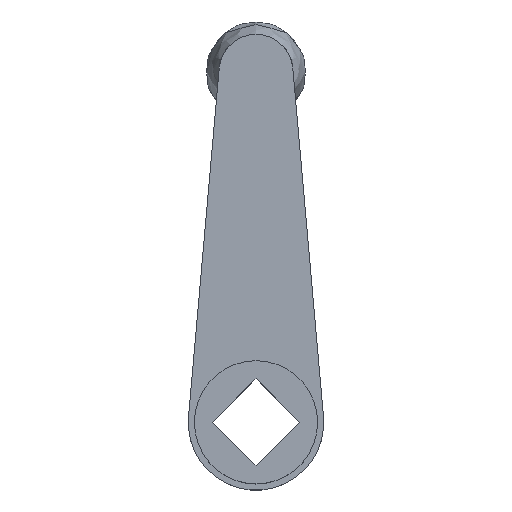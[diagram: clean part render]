
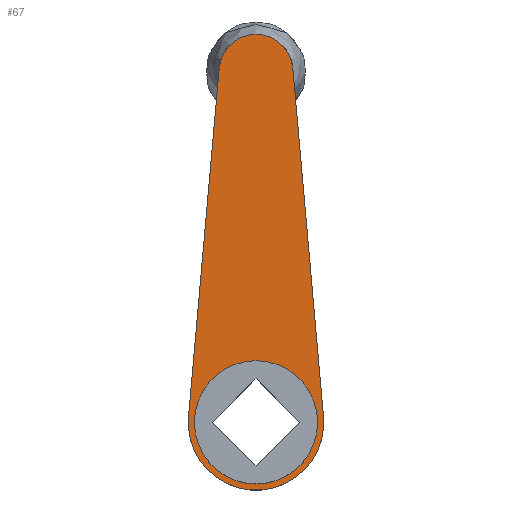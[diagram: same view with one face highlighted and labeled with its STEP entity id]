
A CAD part, top view. The second image highlights one B-rep face of the part: STEP entity #67.
In plain terms, the highlighted planar face has unit normal (0, 0, 1).
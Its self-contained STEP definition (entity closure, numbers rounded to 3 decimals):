
#67 = ADVANCED_FACE( '', ( #138, #139 ), #140, .T. );
#138 = FACE_BOUND( '', #240, .T. );
#139 = FACE_OUTER_BOUND( '', #241, .T. );
#140 = PLANE( '', #242 );
#240 = EDGE_LOOP( '', ( #349 ) );
#241 = EDGE_LOOP( '', ( #350, #351, #352, #353 ) );
#242 = AXIS2_PLACEMENT_3D( '', #354, #355, #356 );
#349 = ORIENTED_EDGE( '', *, *, #414, .F. );
#350 = ORIENTED_EDGE( '', *, *, #424, .T. );
#351 = ORIENTED_EDGE( '', *, *, #397, .T. );
#352 = ORIENTED_EDGE( '', *, *, #401, .T. );
#353 = ORIENTED_EDGE( '', *, *, #388, .T. );
#354 = CARTESIAN_POINT( '', ( 0., 0., -16.01 ) );
#355 = DIRECTION( '', ( 0., 0., 1. ) );
#356 = DIRECTION( '', ( 1., 0., 0. ) );
#388 = EDGE_CURVE( '', #435, #440, #442, .T. );
#397 = EDGE_CURVE( '', #458, #456, #459, .T. );
#401 = EDGE_CURVE( '', #456, #435, #463, .T. );
#414 = EDGE_CURVE( '', #480, #480, #481, .T. );
#424 = EDGE_CURVE( '', #440, #458, #494, .T. );
#435 = VERTEX_POINT( '', #506 );
#440 = VERTEX_POINT( '', #512 );
#442 = CIRCLE( '', #515, 6. );
#456 = VERTEX_POINT( '', #533 );
#458 = VERTEX_POINT( '', #536 );
#459 = CIRCLE( '', #537, 11. );
#463 = LINE( '', #543, #544 );
#480 = VERTEX_POINT( '', #566 );
#481 = CIRCLE( '', #567, 10. );
#494 = LINE( '', #583, #584 );
#506 = CARTESIAN_POINT( '', ( 5.977, 57.526, -16.01 ) );
#512 = CARTESIAN_POINT( '', ( -5.977, 57.526, -16.01 ) );
#515 = AXIS2_PLACEMENT_3D( '', #602, #603, #604 );
#533 = CARTESIAN_POINT( '', ( 10.958, 0.965, -16.01 ) );
#536 = CARTESIAN_POINT( '', ( -10.958, 0.965, -16.01 ) );
#537 = AXIS2_PLACEMENT_3D( '', #613, #614, #615 );
#543 = CARTESIAN_POINT( '', ( 10.958, 0.965, -16.01 ) );
#544 = VECTOR( '', #618, 1000. );
#566 = CARTESIAN_POINT( '', ( 0., 10., -16.01 ) );
#567 = AXIS2_PLACEMENT_3D( '', #630, #631, #632 );
#583 = CARTESIAN_POINT( '', ( -5.977, 57.526, -16.01 ) );
#584 = VECTOR( '', #642, 1000. );
#602 = CARTESIAN_POINT( '', ( 0., 57., -16.01 ) );
#603 = DIRECTION( '', ( 0., 0., 1. ) );
#604 = DIRECTION( '', ( 0., 1., 0. ) );
#613 = CARTESIAN_POINT( '', ( 0., 0., -16.01 ) );
#614 = DIRECTION( '', ( 0., 0., 1. ) );
#615 = DIRECTION( '', ( 0., 1., 0. ) );
#618 = DIRECTION( '', ( -0.088, 0.996, 0. ) );
#630 = CARTESIAN_POINT( '', ( 0., 0., -16.01 ) );
#631 = DIRECTION( '', ( 0., 0., 1. ) );
#632 = DIRECTION( '', ( 0., 1., 0. ) );
#642 = DIRECTION( '', ( -0.088, -0.996, 0. ) );
